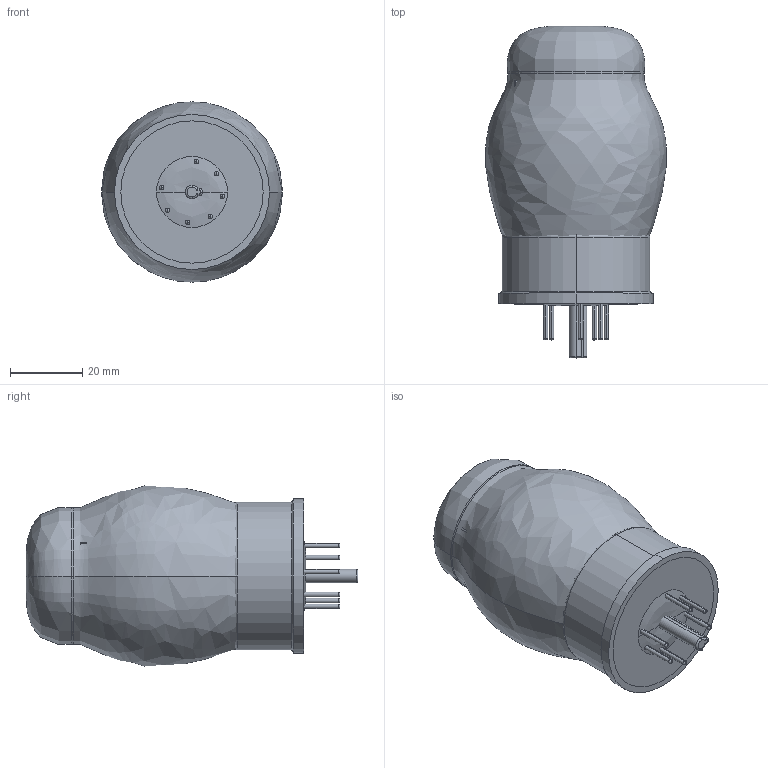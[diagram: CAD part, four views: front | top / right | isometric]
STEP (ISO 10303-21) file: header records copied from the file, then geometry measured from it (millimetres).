
FILE_DESCRIPTION (( 'STEP AP214' ), '1' );
FILE_NAME ('User Library-kt88.STEP', '2021-10-01T11:59:10', ( '' ), ( '' ), 'SwSTEP 2.0', 'SolidWorks 2021', '' );
FILE_SCHEMA (( 'AUTOMOTIVE_DESIGN' ));
Length unit declared in the file: millimetre
Products named in the file (4): KT88-base; User Library-kt88; KT88-anode; KT88-bulb
Assembly tree (3 placements, depth 2):
  User Library-kt88
    KT88-base
    KT88-bulb
    KT88-anode
Bounding box: 50.23 x 92.09 x 49.98 mm (x, y, z)
Volume: 36865.2 mm3; surface area: 39693.1 mm2
Topology: 3 solids, 4 shells, 132 faces, 312 edges, 197 vertices
Faces by surface type: cylinder 54, plane 50, torus 22, bspline 6
Entity records: 5454 total; most frequent: CARTESIAN_POINT 859, DIRECTION 732, ORIENTED_EDGE 612, EDGE_CURVE 306, AXIS2_PLACEMENT_3D 302, VERTEX_POINT 197, CIRCLE 170, EDGE_LOOP 165
